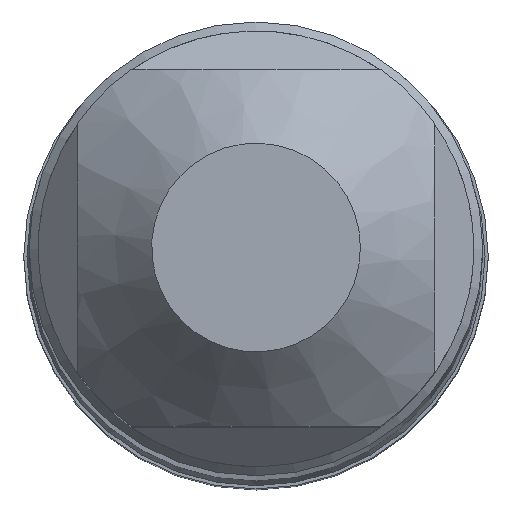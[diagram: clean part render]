
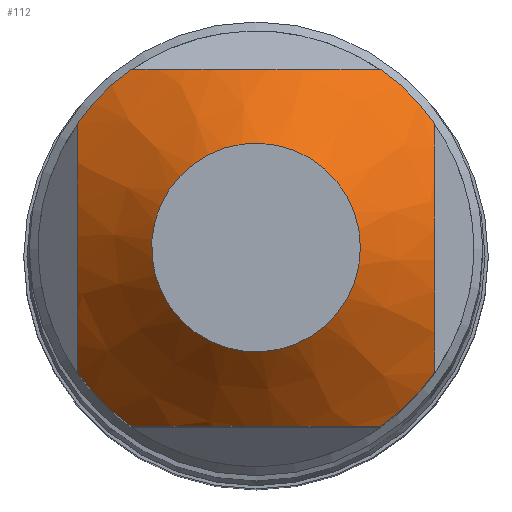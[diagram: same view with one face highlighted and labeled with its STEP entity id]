
A CAD part, top view. The second image highlights one B-rep face of the part: STEP entity #112.
In plain terms, the highlighted conical face has half-angle 45 degrees and reference radius 0.92 mm.
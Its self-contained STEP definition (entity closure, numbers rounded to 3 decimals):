
#112=ADVANCED_FACE('',(#140,#141),#124,.T.);
#124=CONICAL_SURFACE('',#415,0.92,45.);
#140=FACE_BOUND('',#171,.T.);
#141=FACE_BOUND('',#172,.T.);
#171=EDGE_LOOP('',(#217));
#172=EDGE_LOOP('',(#218,#219,#220,#221,#222,#223,#224,#225));
#217=ORIENTED_EDGE('',*,*,#294,.F.);
#218=ORIENTED_EDGE('',*,*,#310,.T.);
#219=ORIENTED_EDGE('',*,*,#311,.T.);
#220=ORIENTED_EDGE('',*,*,#312,.T.);
#221=ORIENTED_EDGE('',*,*,#298,.T.);
#222=ORIENTED_EDGE('',*,*,#313,.T.);
#223=ORIENTED_EDGE('',*,*,#303,.T.);
#224=ORIENTED_EDGE('',*,*,#314,.T.);
#225=ORIENTED_EDGE('',*,*,#308,.T.);
#265=VERTEX_POINT('',#580);
#268=VERTEX_POINT('',#588);
#269=VERTEX_POINT('',#595);
#272=VERTEX_POINT('',#604);
#273=VERTEX_POINT('',#611);
#276=VERTEX_POINT('',#620);
#277=VERTEX_POINT('',#627);
#278=VERTEX_POINT('',#631);
#279=VERTEX_POINT('',#638);
#294=EDGE_CURVE('',#265,#265,#330,.T.);
#298=EDGE_CURVE('',#269,#268,#348,.T.);
#303=EDGE_CURVE('',#273,#272,#349,.T.);
#308=EDGE_CURVE('',#277,#276,#350,.T.);
#310=EDGE_CURVE('',#276,#278,#331,.T.);
#311=EDGE_CURVE('',#278,#279,#351,.T.);
#312=EDGE_CURVE('',#279,#269,#332,.T.);
#313=EDGE_CURVE('',#268,#273,#333,.T.);
#314=EDGE_CURVE('',#272,#277,#334,.T.);
#330=CIRCLE('',#400,0.92);
#331=CIRCLE('',#411,1.92);
#332=CIRCLE('',#412,1.92);
#333=CIRCLE('',#413,1.92);
#334=CIRCLE('',#414,1.92);
#348=B_SPLINE_CURVE_WITH_KNOTS('',3,(#589,#590,#591,#592,#593,#594),
 .UNSPECIFIED.,.F.,.F.,(4,2,4),(0.,0.5,1.),.UNSPECIFIED.);
#349=B_SPLINE_CURVE_WITH_KNOTS('',3,(#605,#606,#607,#608,#609,#610),
 .UNSPECIFIED.,.F.,.F.,(4,2,4),(0.,0.5,1.),.UNSPECIFIED.);
#350=B_SPLINE_CURVE_WITH_KNOTS('',3,(#621,#622,#623,#624,#625,#626),
 .UNSPECIFIED.,.F.,.F.,(4,2,4),(0.,0.5,1.),.UNSPECIFIED.);
#351=B_SPLINE_CURVE_WITH_KNOTS('',3,(#632,#633,#634,#635,#636,#637),
 .UNSPECIFIED.,.F.,.F.,(4,2,4),(0.,0.5,1.),.UNSPECIFIED.);
#400=AXIS2_PLACEMENT_3D('',#579,#464,#465);
#411=AXIS2_PLACEMENT_3D('',#630,#495,#496);
#412=AXIS2_PLACEMENT_3D('',#639,#497,#498);
#413=AXIS2_PLACEMENT_3D('',#640,#499,#500);
#414=AXIS2_PLACEMENT_3D('',#641,#501,#502);
#415=AXIS2_PLACEMENT_3D('',#642,#503,#504);
#464=DIRECTION('',(0.,0.,1.));
#465=DIRECTION('',(1.,0.,0.));
#495=DIRECTION('',(0.,0.,1.));
#496=DIRECTION('',(-1.,0.,0.));
#497=DIRECTION('',(0.,0.,1.));
#498=DIRECTION('',(-1.,0.,0.));
#499=DIRECTION('',(0.,0.,1.));
#500=DIRECTION('',(-1.,0.,0.));
#501=DIRECTION('',(0.,0.,1.));
#502=DIRECTION('',(-1.,0.,0.));
#503=DIRECTION('',(0.,0.,-1.));
#504=DIRECTION('',(-1.,0.,0.));
#579=CARTESIAN_POINT('',(0.,0.,0.));
#580=CARTESIAN_POINT('',(0.92,0.,0.));
#588=CARTESIAN_POINT('',(-1.098,1.575,-1.));
#589=CARTESIAN_POINT('',(1.098,1.575,-1.));
#590=CARTESIAN_POINT('',(0.76,1.575,-0.807));
#591=CARTESIAN_POINT('',(0.387,1.575,-0.655));
#592=CARTESIAN_POINT('',(-0.386,1.575,-0.655));
#593=CARTESIAN_POINT('',(-0.762,1.575,-0.808));
#594=CARTESIAN_POINT('',(-1.098,1.575,-1.));
#595=CARTESIAN_POINT('',(1.098,1.575,-1.));
#604=CARTESIAN_POINT('',(-1.575,-1.098,-1.));
#605=CARTESIAN_POINT('',(-1.575,1.098,-1.));
#606=CARTESIAN_POINT('',(-1.575,0.762,-0.808));
#607=CARTESIAN_POINT('',(-1.575,0.386,-0.655));
#608=CARTESIAN_POINT('',(-1.575,-0.387,-0.655));
#609=CARTESIAN_POINT('',(-1.575,-0.76,-0.807));
#610=CARTESIAN_POINT('',(-1.575,-1.098,-1.));
#611=CARTESIAN_POINT('',(-1.575,1.098,-1.));
#620=CARTESIAN_POINT('',(1.098,-1.575,-1.));
#621=CARTESIAN_POINT('',(-1.098,-1.575,-1.));
#622=CARTESIAN_POINT('',(-0.762,-1.575,-0.808));
#623=CARTESIAN_POINT('',(-0.386,-1.575,-0.655));
#624=CARTESIAN_POINT('',(0.387,-1.575,-0.655));
#625=CARTESIAN_POINT('',(0.76,-1.575,-0.807));
#626=CARTESIAN_POINT('',(1.098,-1.575,-1.));
#627=CARTESIAN_POINT('',(-1.098,-1.575,-1.));
#630=CARTESIAN_POINT('',(0.,0.,-1.));
#631=CARTESIAN_POINT('',(1.575,-1.098,-1.));
#632=CARTESIAN_POINT('',(1.575,-1.098,-1.));
#633=CARTESIAN_POINT('',(1.575,-0.76,-0.807));
#634=CARTESIAN_POINT('',(1.575,-0.387,-0.655));
#635=CARTESIAN_POINT('',(1.575,0.386,-0.655));
#636=CARTESIAN_POINT('',(1.575,0.762,-0.808));
#637=CARTESIAN_POINT('',(1.575,1.098,-1.));
#638=CARTESIAN_POINT('',(1.575,1.098,-1.));
#639=CARTESIAN_POINT('',(0.,0.,-1.));
#640=CARTESIAN_POINT('',(0.,0.,-1.));
#641=CARTESIAN_POINT('',(0.,0.,-1.));
#642=CARTESIAN_POINT('',(0.,0.,0.));
